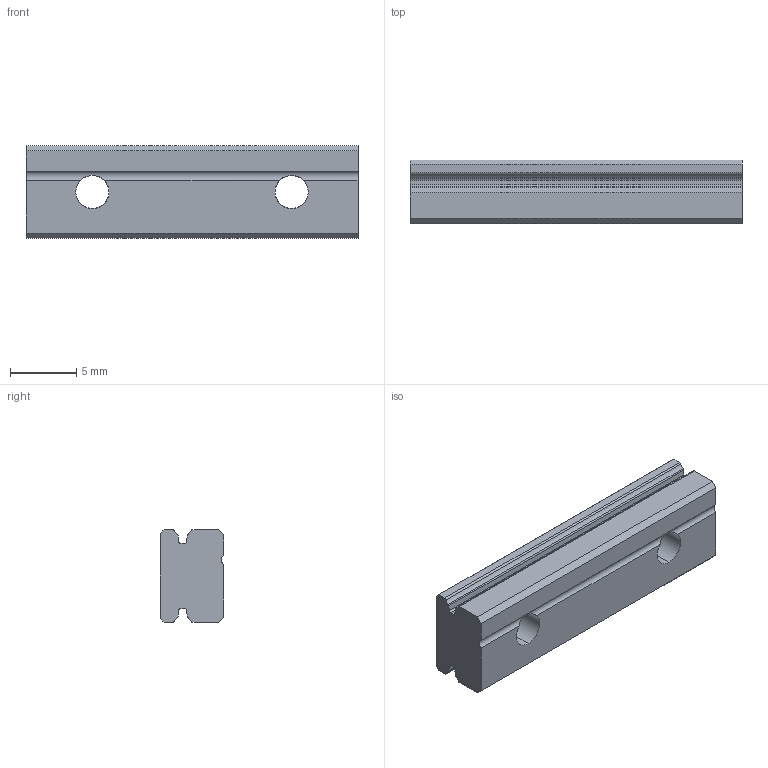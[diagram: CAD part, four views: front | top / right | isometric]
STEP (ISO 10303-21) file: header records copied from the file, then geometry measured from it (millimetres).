
FILE_DESCRIPTION (( 'STEP AP214' ), '1' );
FILE_NAME ('MGNR7.STEP', '2025-10-21T06:40:16', ( '' ), ( '' ), 'SwSTEP 2.0', 'SolidWorks 2024', '' );
FILE_SCHEMA (( 'AUTOMOTIVE_DESIGN' ));
Length unit declared in the file: millimetre
Products named in the file (1): MGNR7
Bounding box: 25 x 4.8 x 7 mm (x, y, z)
Volume: 699.6 mm3; surface area: 798.1 mm2
Topology: 1 solids, 1 shells, 315 faces, 870 edges, 580 vertices
Faces by surface type: plane 185, bspline 105, cylinder 25
Entity records: 15659 total; most frequent: CARTESIAN_POINT 8263, ORIENTED_EDGE 1740, DIRECTION 1128, EDGE_CURVE 870, VECTOR 606, LINE 606, VERTEX_POINT 580, EDGE_LOOP 342
